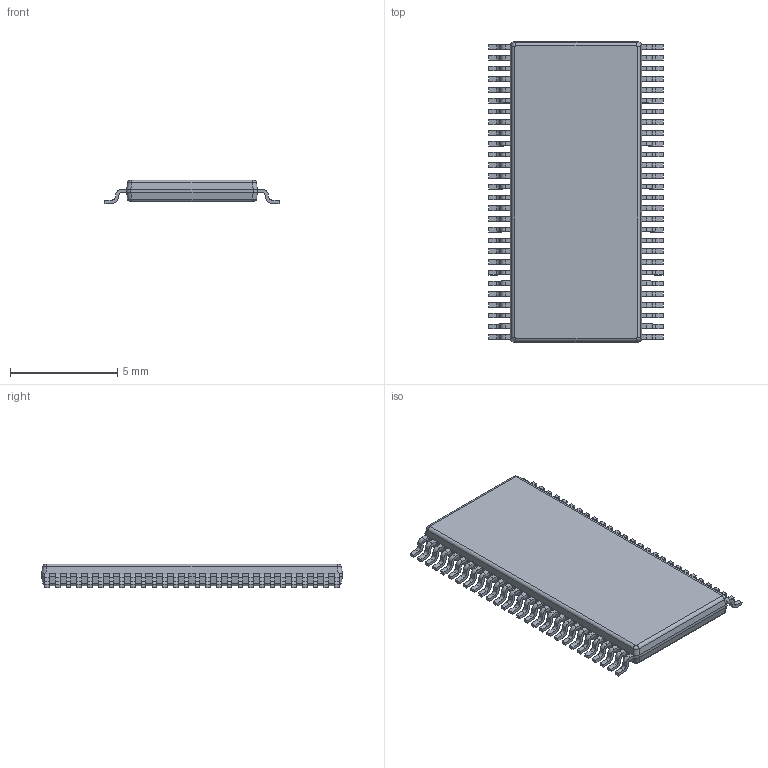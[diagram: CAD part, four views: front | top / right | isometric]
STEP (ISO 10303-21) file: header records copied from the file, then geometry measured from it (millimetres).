
FILE_DESCRIPTION((''),'2;1');
FILE_NAME('DGG0056A_ASM','2015-07-24T',('a0412025'),(''),'PRO/ENGINEER BY PARAMETRIC TECHNOLOGY CORPORATION, 2011490','PRO/ENGINEER BY PARAMETRIC TECHNOLOGY CORPORATION, 2011490','');
FILE_SCHEMA(('AUTOMOTIVE_DESIGN_CC2 { 1 2 10303 214 -1 1 5 2 }'));
Length unit declared in the file: millimetre
Products named in the file (4): BODY-SO; LEAD-SO; PIN1-ID; DGG0056A_ASM
Assembly tree (58 placements, depth 2):
  DGG0056A_ASM
    BODY-SO
    LEAD-SO  x56
    PIN1-ID
Bounding box: 8.12 x 14 x 1.1 mm (x, y, z)
Volume: 86.3 mm3; surface area: 259.6 mm2
Topology: 57 solids, 57 shells, 834 faces, 2128 edges, 1408 vertices
Faces by surface type: plane 582, cylinder 244, bspline 8
Entity records: 3923 total; most frequent: CARTESIAN_POINT 1610, DIRECTION 376, ORIENTED_EDGE 296, AXIS2_PLACEMENT_3D 150, PRESENTATION_STYLE_ASSIGNMENT 150, STYLED_ITEM 150, CURVE_STYLE 148, EDGE_CURVE 148
